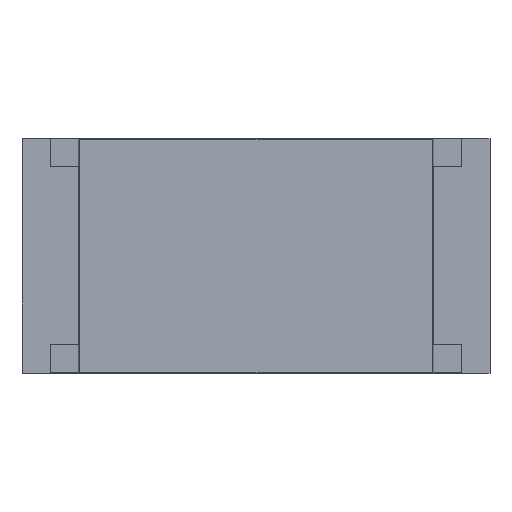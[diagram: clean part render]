
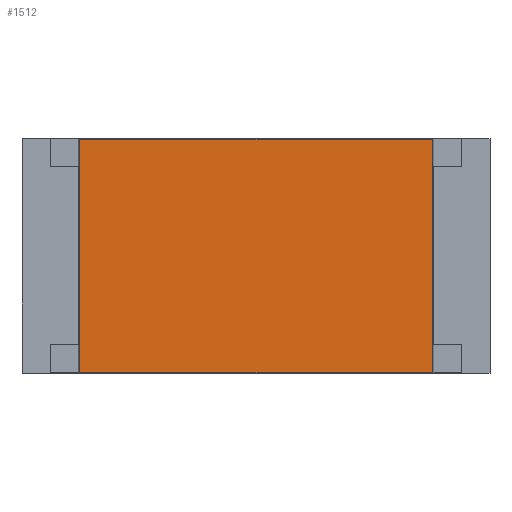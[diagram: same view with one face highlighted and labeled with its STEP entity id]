
A CAD part, top view. The second image highlights one B-rep face of the part: STEP entity #1512.
In plain terms, the highlighted planar face has unit normal (0, 0, 1).
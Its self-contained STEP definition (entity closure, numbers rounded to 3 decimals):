
#723 = CARTESIAN_POINT ( 'NONE',  ( -1.883, 1.249, 0.474 ) ) ;
#828 = DIRECTION ( 'NONE',  ( 0., 1., 0. ) ) ;
#829 = VECTOR ( 'NONE', #828, 1000. ) ;
#830 = CARTESIAN_POINT ( 'NONE',  ( 1.883, 1.249, 0.474 ) ) ;
#832 = LINE ( 'NONE', #830, #829 ) ;
#845 = LINE ( 'NONE', #894, #893 ) ;
#869 = CARTESIAN_POINT ( 'NONE',  ( -1.899, -1.249, 0.474 ) ) ;
#870 = PLANE ( 'NONE',  #930 ) ;
#885 = FACE_OUTER_BOUND ( 'NONE', #1513, .T. ) ;
#891 = CARTESIAN_POINT ( 'NONE',  ( 1.883, 1.249, 0.474 ) ) ;
#892 = DIRECTION ( 'NONE',  ( -1., 0., 0. ) ) ;
#893 = VECTOR ( 'NONE', #892, 1000. ) ;
#894 = CARTESIAN_POINT ( 'NONE',  ( -1.899, 1.249, 0.474 ) ) ;
#919 = CARTESIAN_POINT ( 'NONE',  ( 1.883, -1.249, 0.474 ) ) ;
#920 = CARTESIAN_POINT ( 'NONE',  ( -1.883, -1.249, 0.474 ) ) ;
#921 = DIRECTION ( 'NONE',  ( 1., 0., 0. ) ) ;
#922 = VECTOR ( 'NONE', #921, 1000. ) ;
#923 = CARTESIAN_POINT ( 'NONE',  ( -1.899, -1.249, 0.474 ) ) ;
#924 = LINE ( 'NONE', #923, #922 ) ;
#925 = DIRECTION ( 'NONE',  ( 0., -1., 0. ) ) ;
#926 = VECTOR ( 'NONE', #925, 1000. ) ;
#927 = CARTESIAN_POINT ( 'NONE',  ( -1.883, -1.249, 0.474 ) ) ;
#928 = DIRECTION ( 'NONE',  ( 1., 0., 0. ) ) ;
#929 = DIRECTION ( 'NONE',  ( 0., 0., 1. ) ) ;
#930 = AXIS2_PLACEMENT_3D ( 'NONE', #869, #929, #928 ) ;
#931 = LINE ( 'NONE', #927, #926 ) ;
#1456 = VERTEX_POINT ( 'NONE', #723 ) ;
#1495 = EDGE_CURVE ( 'NONE', #1523, #1509, #832, .T. ) ;
#1508 = EDGE_CURVE ( 'NONE', #1509, #1456, #845, .T. ) ;
#1509 = VERTEX_POINT ( 'NONE', #891 ) ;
#1512 = ADVANCED_FACE ( 'NONE', ( #885 ), #870, .T. ) ;
#1513 = EDGE_LOOP ( 'NONE', ( #1514, #1515, #1517, #1518 ) ) ;
#1514 = ORIENTED_EDGE ( 'NONE', *, *, #1508, .T. ) ;
#1515 = ORIENTED_EDGE ( 'NONE', *, *, #1516, .T. ) ;
#1516 = EDGE_CURVE ( 'NONE', #1456, #1522, #931, .T. ) ;
#1517 = ORIENTED_EDGE ( 'NONE', *, *, #1521, .T. ) ;
#1518 = ORIENTED_EDGE ( 'NONE', *, *, #1495, .T. ) ;
#1521 = EDGE_CURVE ( 'NONE', #1522, #1523, #924, .T. ) ;
#1522 = VERTEX_POINT ( 'NONE', #920 ) ;
#1523 = VERTEX_POINT ( 'NONE', #919 ) ;
